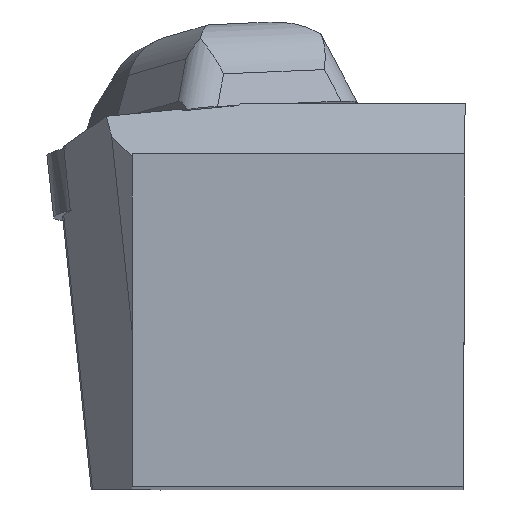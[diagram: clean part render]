
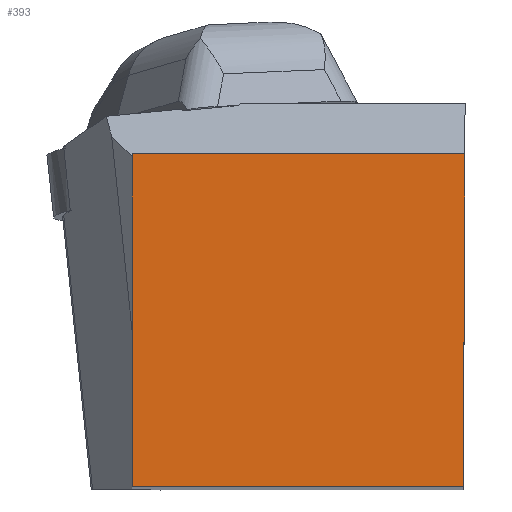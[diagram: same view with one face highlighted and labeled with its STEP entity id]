
A CAD part, top view. The second image highlights one B-rep face of the part: STEP entity #393.
In plain terms, the highlighted planar face has unit normal (0, 0, 1).
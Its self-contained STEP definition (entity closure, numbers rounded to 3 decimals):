
#101=FACE_OUTER_BOUND('',#510,.T.);
#168=LINE('',#1726,#273);
#169=LINE('',#1729,#274);
#170=LINE('',#1731,#275);
#171=LINE('',#1733,#276);
#273=VECTOR('',#1356,1.);
#274=VECTOR('',#1357,1.);
#275=VECTOR('',#1358,1.);
#276=VECTOR('',#1359,1.);
#393=ADVANCED_FACE('BLANK_BOXF006',(#101),#444,.F.);
#444=PLANE('',#1203);
#510=EDGE_LOOP('',(#607,#608,#609,#610));
#607=ORIENTED_EDGE('',*,*,#982,.F.);
#608=ORIENTED_EDGE('',*,*,#983,.F.);
#609=ORIENTED_EDGE('',*,*,#984,.F.);
#610=ORIENTED_EDGE('',*,*,#985,.F.);
#881=VERTEX_POINT('',#1727);
#882=VERTEX_POINT('',#1728);
#883=VERTEX_POINT('',#1730);
#884=VERTEX_POINT('',#1732);
#982=EDGE_CURVE('',#881,#882,#168,.T.);
#983=EDGE_CURVE('',#883,#881,#169,.T.);
#984=EDGE_CURVE('',#884,#883,#170,.T.);
#985=EDGE_CURVE('',#882,#884,#171,.T.);
#1203=AXIS2_PLACEMENT_3D('',#1734,#1360,#1361);
#1356=DIRECTION('',(0.,1.,0.));
#1357=DIRECTION('',(-1.,0.,0.));
#1358=DIRECTION('',(-0.004,-1.,0.));
#1359=DIRECTION('',(1.,0.,0.));
#1360=DIRECTION('',(0.,0.,-1.));
#1361=DIRECTION('',(-1.,0.,0.));
#1726=CARTESIAN_POINT('',(-25.273,-164.4,0.));
#1727=CARTESIAN_POINT('',(-25.273,0.,0.));
#1728=CARTESIAN_POINT('',(-25.273,25.273,0.));
#1729=CARTESIAN_POINT('',(164.4,0.,0.));
#1730=CARTESIAN_POINT('',(-0.11,0.,0.));
#1731=CARTESIAN_POINT('',(0.607,164.398,0.));
#1732=CARTESIAN_POINT('',(0.,25.273,0.));
#1733=CARTESIAN_POINT('',(-164.4,25.273,0.));
#1734=CARTESIAN_POINT('',(-43.75,-5.,0.));
